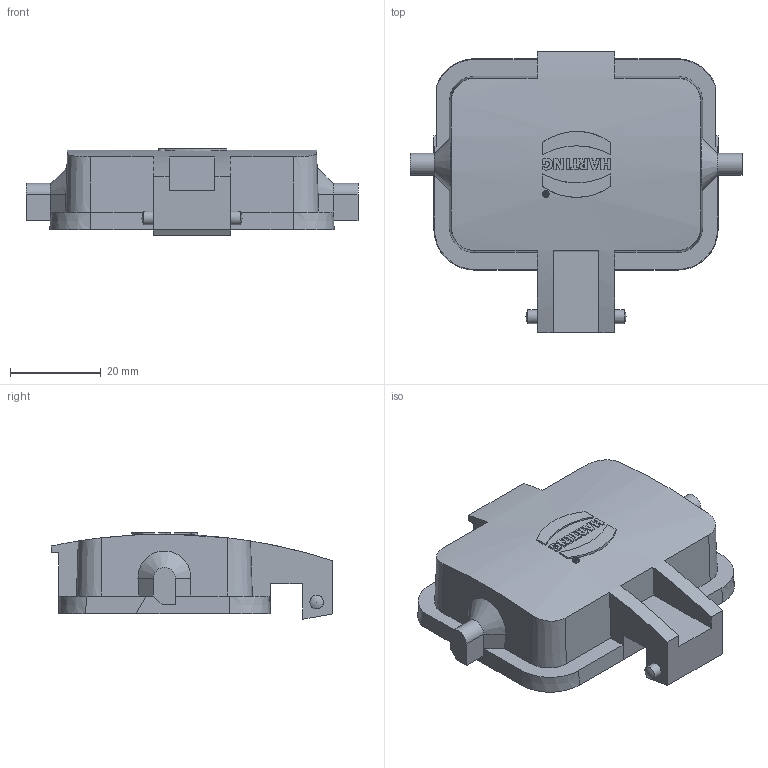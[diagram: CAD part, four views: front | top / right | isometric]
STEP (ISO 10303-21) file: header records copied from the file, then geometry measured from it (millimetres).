
FILE_DESCRIPTION(/* description */ (''),/* implementation_level */ '2;1');
FILE_NAME(/* name */ '100121979ugm000_d.stp',/* time_stamp */ '2019-10-16T07:38:09+02:00',/* author */ (''),/* organization */ (''),/* preprocessor_version */ 'ST-DEVELOPER v16.7',/* originating_system */ 'SIEMENS PLM Software NX 12.0',/* authorisation */ '');
FILE_SCHEMA (('AUTOMOTIVE_DESIGN { 1 0 10303 214 3 1 1 1 }'));
Length unit declared in the file: millimetre
Products named in the file (1): 100121979ugm000_d
Bounding box: 73 x 61.85 x 19 mm (x, y, z)
Volume: 13922.9 mm3; surface area: 12894.2 mm2
Topology: 1 solids, 1 shells, 201 faces, 542 edges, 363 vertices
Faces by surface type: plane 151, cone 22, cylinder 20, extrusion 6, sphere 2
Full cylindrical faces by diameter (mm): 1.006 x1, 1.477 x1, 3 x2
Entity records: 7594 total; most frequent: CARTESIAN_POINT 1898, ORIENTED_EDGE 1058, DIRECTION 974, EDGE_CURVE 529, VECTOR 364, LINE 358, VERTEX_POINT 354, AXIS2_PLACEMENT_3D 305
